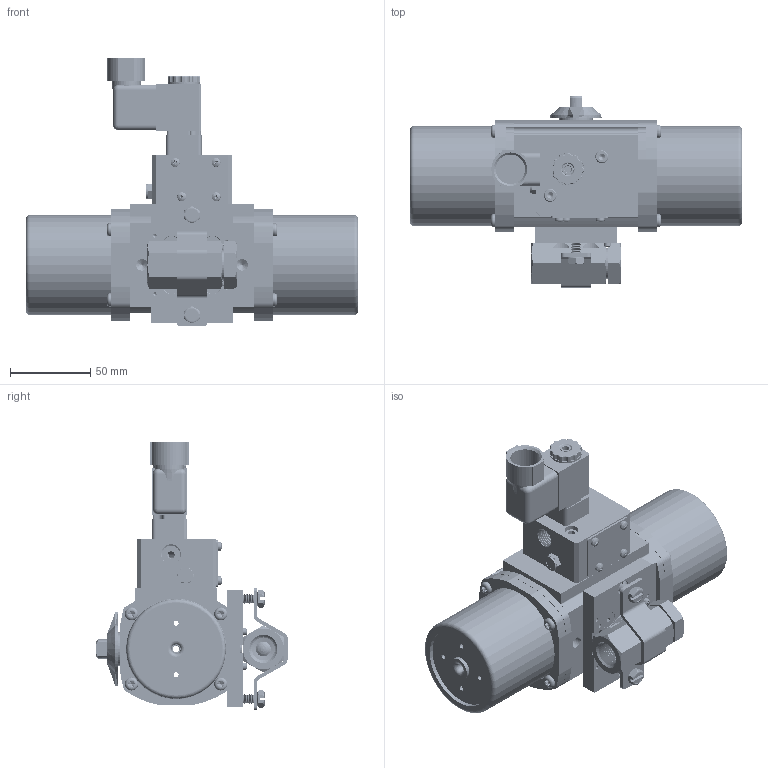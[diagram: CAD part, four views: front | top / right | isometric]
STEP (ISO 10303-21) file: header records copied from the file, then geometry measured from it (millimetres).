
FILE_DESCRIPTION (( 'STEP AP203' ), '1' );
FILE_NAME ('87MXXNA512SR3GPDC.step', '2018-05-01T12:13:03', ( '' ), ( '' ), 'SwSTEP 2.0', 'SolidWorks 2017', '' );
FILE_SCHEMA (( 'CONFIG_CONTROL_DESIGN' ));
Length unit declared in the file: inch
Products named in the file (1): 87MXXNA512SR3GPDC
Bounding box: 206.38 x 118.74 x 166.89 mm (x, y, z)
Volume: 540231.5 mm3; surface area: 239062.7 mm2
Topology: 61 solids, 61 shells, 4992 faces, 12998 edges, 8125 vertices
Faces by surface type: cylinder 2486, cone 1368, plane 814, torus 179, bspline 127, sphere 18
Entity records: 190901 total; most frequent: CARTESIAN_POINT 73177, ORIENTED_EDGE 25676, DIRECTION 24716, EDGE_CURVE 12838, AXIS2_PLACEMENT_3D 9896, VERTEX_POINT 8121, EDGE_LOOP 5351, CIRCLE 5030
